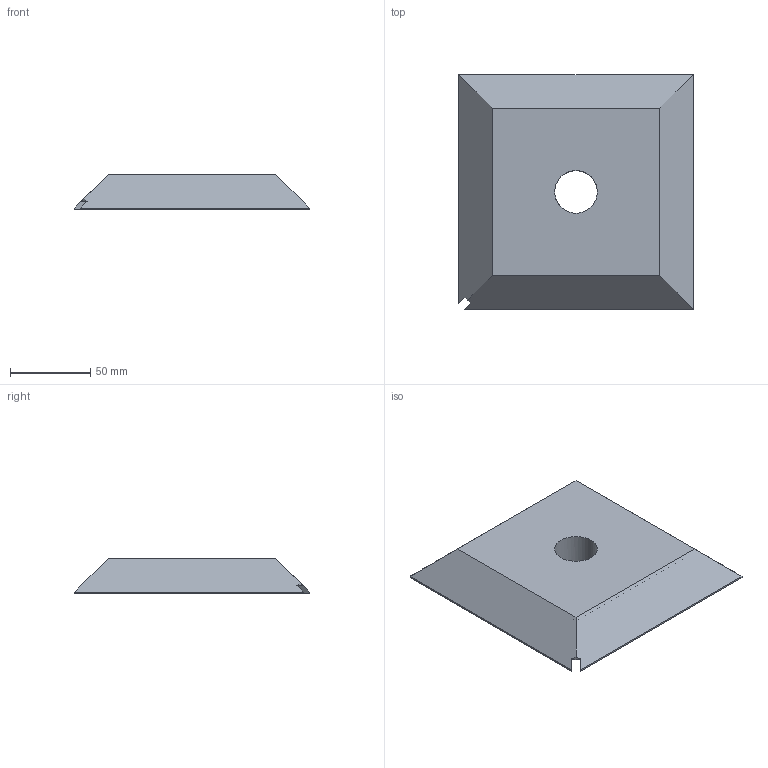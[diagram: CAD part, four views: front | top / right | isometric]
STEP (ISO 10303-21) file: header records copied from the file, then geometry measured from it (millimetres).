
FILE_DESCRIPTION(('FreeCAD Model'),'2;1');
FILE_NAME('Open CASCADE Shape Model','2025-11-23T14:04:40',(''),(''), 'Open CASCADE STEP processor 7.8','FreeCAD','Unknown');
FILE_SCHEMA(('AUTOMOTIVE_DESIGN { 1 0 10303 214 1 1 1 1 }'));
Length unit declared in the file: millimetre
Products named in the file (1): Body
Bounding box: 146 x 146 x 22 mm (x, y, z)
Volume: 278406.7 mm3; surface area: 55239.4 mm2
Topology: 1 solids, 1 shells, 35 faces, 101 edges, 67 vertices
Faces by surface type: plane 22, cylinder 11, bspline 2
Full cylindrical faces by diameter (mm): 26.5 x1
Entity records: 1273 total; most frequent: CARTESIAN_POINT 322, ORIENTED_EDGE 202, DIRECTION 187, EDGE_CURVE 101, VERTEX_POINT 67, LINE 67, VECTOR 67, AXIS2_PLACEMENT_3D 60
